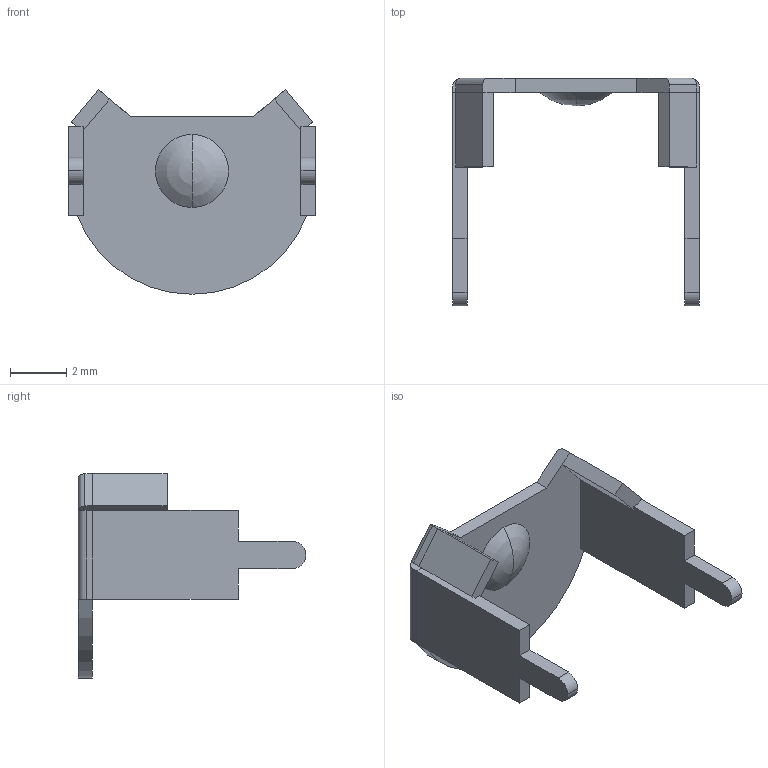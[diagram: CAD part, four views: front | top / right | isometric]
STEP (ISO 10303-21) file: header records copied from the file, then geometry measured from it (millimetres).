
FILE_DESCRIPTION(/* description */ ('VariCAD 2022-2.05 AP-214'),/* implementation_level */ '2;1');
FILE_NAME(/* name */ 'battery holder flat.stp',/* time_stamp */ '2022-11-07T15:53:56+01:00',/* author */ (''),/* organization */ (''),/* preprocessor_version */ 'VariCAD 2022-2.05',/* originating_system */ 'VariCAD 2022-2.05; kernel version (20180118)',/* authorisation */ '');
FILE_SCHEMA(('AUTOMOTIVE_DESIGN'));
Length unit declared in the file: millimetre
Products named in the file (2): battery holder flat
Assembly tree (1 placements, depth 2):
  battery holder flat
    (unnamed)
Bounding box: 8.79 x 8.12 x 7.29 mm (x, y, z)
Volume: 48.1 mm3; surface area: 221.6 mm2
Topology: 1 solids, 1 shells, 56 faces, 146 edges, 90 vertices
Faces by surface type: plane 41, cylinder 9, sphere 4, torus 2
Entity records: 1718 total; most frequent: DIRECTION 292, CARTESIAN_POINT 292, ORIENTED_EDGE 284, EDGE_CURVE 142, LINE 112, VECTOR 112, VERTEX_POINT 90, AXIS2_PLACEMENT_3D 90
